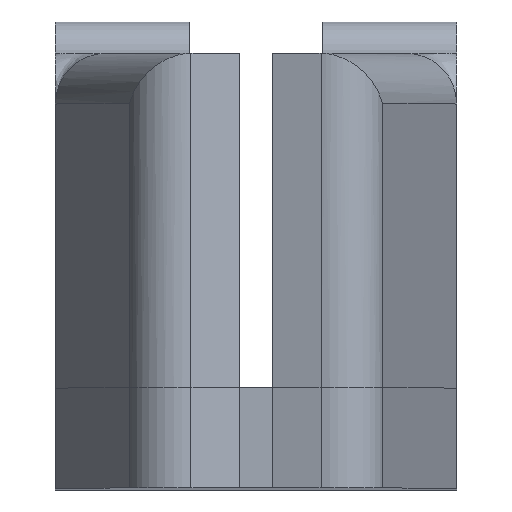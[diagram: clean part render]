
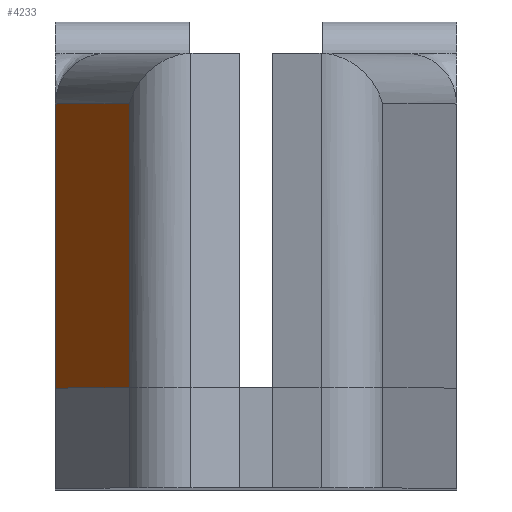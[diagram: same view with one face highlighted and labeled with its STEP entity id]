
A CAD part, top view. The second image highlights one B-rep face of the part: STEP entity #4233.
In plain terms, the highlighted planar face has unit normal (-0.964, 0, 0.268).
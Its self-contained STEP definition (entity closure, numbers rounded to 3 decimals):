
#1147 = PLANE('',#1148);
#1148 = AXIS2_PLACEMENT_3D('',#1149,#1150,#1151);
#1149 = CARTESIAN_POINT('',(-6.,0.,25.409));
#1150 = DIRECTION('',(1.,0.,0.));
#1151 = DIRECTION('',(0.,0.,-1.));
#1160 = VERTEX_POINT('',#1161);
#1161 = CARTESIAN_POINT('',(-6.,-10.,25.409));
#1198 = PLANE('',#1199);
#1199 = AXIS2_PLACEMENT_3D('',#1200,#1201,#1202);
#1200 = CARTESIAN_POINT('',(-3.391,-10.,34.803));
#1201 = DIRECTION('',(0.964,0.,-0.268)
  );
#1202 = DIRECTION('',(-0.268,0.,-0.964)
  );
#2576 = VERTEX_POINT('',#2577);
#2577 = CARTESIAN_POINT('',(-6.,-1.5,25.409));
#2725 = EDGE_CURVE('',#2576,#1160,#2726,.T.);
#2726 = SURFACE_CURVE('',#2727,(#2731,#2738),.PCURVE_S1.);
#2727 = LINE('',#2728,#2729);
#2728 = CARTESIAN_POINT('',(-6.,0.,25.409));
#2729 = VECTOR('',#2730,1.);
#2730 = DIRECTION('',(0.,-1.,0.));
#2731 = PCURVE('',#1147,#2732);
#2732 = DEFINITIONAL_REPRESENTATION('',(#2733),#2737);
#2733 = LINE('',#2734,#2735);
#2734 = CARTESIAN_POINT('',(0.,0.));
#2735 = VECTOR('',#2736,1.);
#2736 = DIRECTION('',(0.,-1.));
#2737 = ( GEOMETRIC_REPRESENTATION_CONTEXT(2) 
PARAMETRIC_REPRESENTATION_CONTEXT() REPRESENTATION_CONTEXT('2D SPACE',''
  ) );
#2738 = PCURVE('',#2739,#2744);
#2739 = PLANE('',#2740);
#2740 = AXIS2_PLACEMENT_3D('',#2741,#2742,#2743);
#2741 = CARTESIAN_POINT('',(-3.391,0.,
    34.803));
#2742 = DIRECTION('',(0.964,0.,-0.268)
  );
#2743 = DIRECTION('',(-0.268,0.,-0.964)
  );
#2744 = DEFINITIONAL_REPRESENTATION('',(#2745),#2749);
#2745 = LINE('',#2746,#2747);
#2746 = CARTESIAN_POINT('',(9.75,0.));
#2747 = VECTOR('',#2748,1.);
#2748 = DIRECTION('',(0.,-1.));
#2749 = ( GEOMETRIC_REPRESENTATION_CONTEXT(2) 
PARAMETRIC_REPRESENTATION_CONTEXT() REPRESENTATION_CONTEXT('2D SPACE',''
  ) );
#2880 = EDGE_CURVE('',#2881,#1160,#2883,.T.);
#2881 = VERTEX_POINT('',#2882);
#2882 = CARTESIAN_POINT('',(-3.792,-10.,33.358));
#2883 = SURFACE_CURVE('',#2884,(#2888,#2895),.PCURVE_S1.);
#2884 = LINE('',#2885,#2886);
#2885 = CARTESIAN_POINT('',(-3.391,-10.,34.803));
#2886 = VECTOR('',#2887,1.);
#2887 = DIRECTION('',(-0.268,0.,-0.964)
  );
#2888 = PCURVE('',#1198,#2889);
#2889 = DEFINITIONAL_REPRESENTATION('',(#2890),#2894);
#2890 = LINE('',#2891,#2892);
#2891 = CARTESIAN_POINT('',(0.,0.));
#2892 = VECTOR('',#2893,1.);
#2893 = DIRECTION('',(1.,0.));
#2894 = ( GEOMETRIC_REPRESENTATION_CONTEXT(2) 
PARAMETRIC_REPRESENTATION_CONTEXT() REPRESENTATION_CONTEXT('2D SPACE',''
  ) );
#2895 = PCURVE('',#2739,#2896);
#2896 = DEFINITIONAL_REPRESENTATION('',(#2897),#2901);
#2897 = LINE('',#2898,#2899);
#2898 = CARTESIAN_POINT('',(0.,-10.));
#2899 = VECTOR('',#2900,1.);
#2900 = DIRECTION('',(1.,0.));
#2901 = ( GEOMETRIC_REPRESENTATION_CONTEXT(2) 
PARAMETRIC_REPRESENTATION_CONTEXT() REPRESENTATION_CONTEXT('2D SPACE',''
  ) );
#3051 = CYLINDRICAL_SURFACE('',#3052,1.5);
#3052 = AXIS2_PLACEMENT_3D('',#3053,#3054,#3055);
#3053 = CARTESIAN_POINT('',(-2.347,0.,
    32.956));
#3054 = DIRECTION('',(0.,-1.,0.));
#3055 = DIRECTION('',(-0.964,0.,0.268)
  );
#3932 = CYLINDRICAL_SURFACE('',#3933,1.5);
#3933 = AXIS2_PLACEMENT_3D('',#3934,#3935,#3936);
#3934 = CARTESIAN_POINT('',(-1.945,-1.5,34.401));
#3935 = DIRECTION('',(-0.268,0.,-0.964)
  );
#3936 = DIRECTION('',(0.,1.,0.));
#4233 = ADVANCED_FACE('',(#4234),#2739,.F.);
#4234 = FACE_BOUND('',#4235,.F.);
#4235 = EDGE_LOOP('',(#4236,#4237,#4260,#4281));
#4236 = ORIENTED_EDGE('',*,*,#2725,.F.);
#4237 = ORIENTED_EDGE('',*,*,#4238,.F.);
#4238 = EDGE_CURVE('',#4239,#2576,#4241,.T.);
#4239 = VERTEX_POINT('',#4240);
#4240 = CARTESIAN_POINT('',(-3.792,-1.5,33.358));
#4241 = SURFACE_CURVE('',#4242,(#4246,#4253),.PCURVE_S1.);
#4242 = LINE('',#4243,#4244);
#4243 = CARTESIAN_POINT('',(-3.391,-1.5,34.803));
#4244 = VECTOR('',#4245,1.);
#4245 = DIRECTION('',(-0.268,0.,-0.964)
  );
#4246 = PCURVE('',#2739,#4247);
#4247 = DEFINITIONAL_REPRESENTATION('',(#4248),#4252);
#4248 = LINE('',#4249,#4250);
#4249 = CARTESIAN_POINT('',(0.,-1.5));
#4250 = VECTOR('',#4251,1.);
#4251 = DIRECTION('',(1.,0.));
#4252 = ( GEOMETRIC_REPRESENTATION_CONTEXT(2) 
PARAMETRIC_REPRESENTATION_CONTEXT() REPRESENTATION_CONTEXT('2D SPACE',''
  ) );
#4253 = PCURVE('',#3932,#4254);
#4254 = DEFINITIONAL_REPRESENTATION('',(#4255),#4259);
#4255 = LINE('',#4256,#4257);
#4256 = CARTESIAN_POINT('',(-1.571,0.));
#4257 = VECTOR('',#4258,1.);
#4258 = DIRECTION('',(-0.,1.));
#4259 = ( GEOMETRIC_REPRESENTATION_CONTEXT(2) 
PARAMETRIC_REPRESENTATION_CONTEXT() REPRESENTATION_CONTEXT('2D SPACE',''
  ) );
#4260 = ORIENTED_EDGE('',*,*,#4261,.T.);
#4261 = EDGE_CURVE('',#4239,#2881,#4262,.T.);
#4262 = SURFACE_CURVE('',#4263,(#4267,#4274),.PCURVE_S1.);
#4263 = LINE('',#4264,#4265);
#4264 = CARTESIAN_POINT('',(-3.792,0.,
    33.358));
#4265 = VECTOR('',#4266,1.);
#4266 = DIRECTION('',(0.,-1.,0.));
#4267 = PCURVE('',#2739,#4268);
#4268 = DEFINITIONAL_REPRESENTATION('',(#4269),#4273);
#4269 = LINE('',#4270,#4271);
#4270 = CARTESIAN_POINT('',(1.5,0.));
#4271 = VECTOR('',#4272,1.);
#4272 = DIRECTION('',(0.,-1.));
#4273 = ( GEOMETRIC_REPRESENTATION_CONTEXT(2) 
PARAMETRIC_REPRESENTATION_CONTEXT() REPRESENTATION_CONTEXT('2D SPACE',''
  ) );
#4274 = PCURVE('',#3051,#4275);
#4275 = DEFINITIONAL_REPRESENTATION('',(#4276),#4280);
#4276 = LINE('',#4277,#4278);
#4277 = CARTESIAN_POINT('',(-0.,0.));
#4278 = VECTOR('',#4279,1.);
#4279 = DIRECTION('',(-0.,1.));
#4280 = ( GEOMETRIC_REPRESENTATION_CONTEXT(2) 
PARAMETRIC_REPRESENTATION_CONTEXT() REPRESENTATION_CONTEXT('2D SPACE',''
  ) );
#4281 = ORIENTED_EDGE('',*,*,#2880,.T.);
